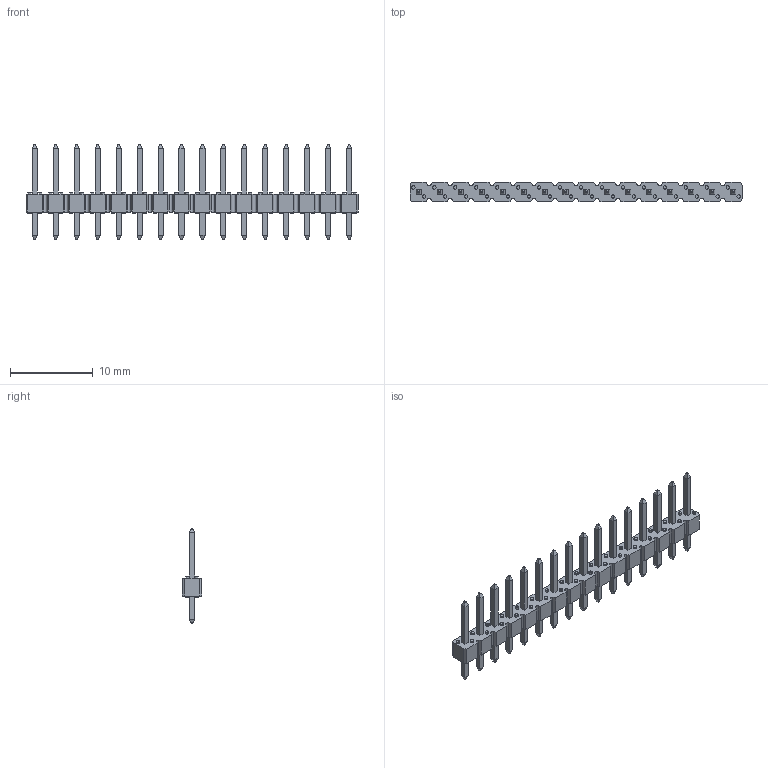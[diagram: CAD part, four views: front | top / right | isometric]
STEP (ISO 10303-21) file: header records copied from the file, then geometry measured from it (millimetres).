
FILE_DESCRIPTION((''),'2;1');
FILE_NAME('77311-Y18-16_ASM','2006-11-25T',('lmulin'),('FCI - CDC Division'),'PRO/ENGINEER BY PARAMETRIC TECHNOLOGY CORPORATION, 2004490','PRO/ENGINEER BY PARAMETRIC TECHNOLOGY CORPORATION, 2004490','');
FILE_SCHEMA(('CONFIG_CONTROL_DESIGN'));
Length unit declared in the file: millimetre
Products named in the file (3): 98471_016; 77310_Y16; 77311-Y18-16_ASM
Assembly tree (17 placements, depth 2):
  77311-Y18-16_ASM
    98471_016
    77310_Y16  x16
Bounding box: 40.24 x 2.41 x 11.5 mm (x, y, z)
Volume: 247.5 mm3; surface area: 925.9 mm2
Topology: 17 solids, 17 shells, 614 faces, 1420 edges, 904 vertices
Faces by surface type: plane 420, cylinder 194
Entity records: 12339 total; most frequent: DIRECTION 2168, CARTESIAN_POINT 2134, ORIENTED_EDGE 2000, EDGE_CURVE 1000, AXIS2_PLACEMENT_3D 748, VECTOR 672, LINE 672, VERTEX_POINT 664
